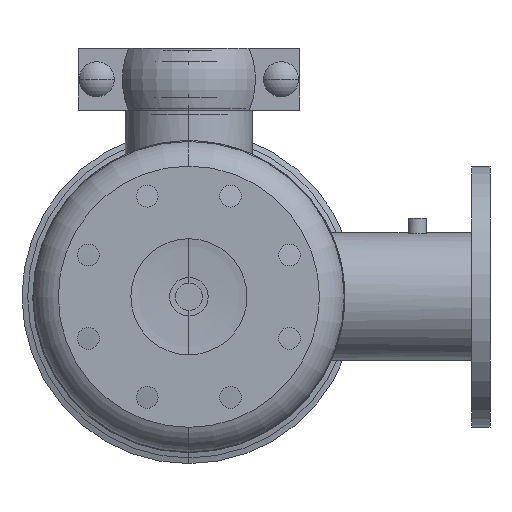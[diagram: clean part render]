
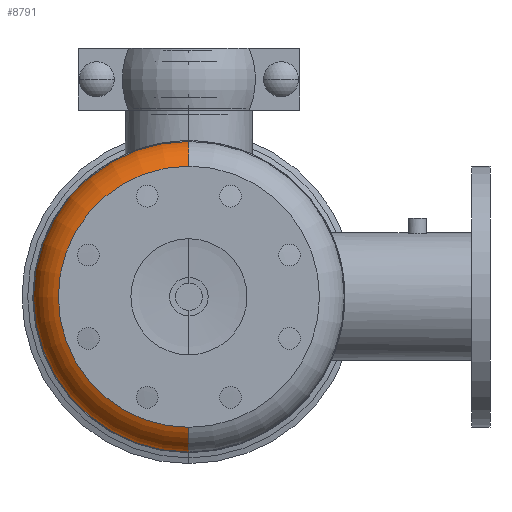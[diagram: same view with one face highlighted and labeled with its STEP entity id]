
A CAD part, front view. The second image highlights one B-rep face of the part: STEP entity #8791.
In plain terms, the highlighted toroidal (fillet/blend) face has major radius 100.851 mm and minor radius 36.188 mm.
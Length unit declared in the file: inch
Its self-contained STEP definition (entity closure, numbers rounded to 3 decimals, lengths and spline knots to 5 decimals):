
#954 = DIRECTION ( 'NONE',  ( 0., -1., 0. ) ) ;
#1143 = VERTEX_POINT ( 'NONE', #4047 ) ;
#1382 = EDGE_LOOP ( 'NONE', ( #3307, #4567, #2379, #5135 ) ) ;
#2048 = CARTESIAN_POINT ( 'NONE',  ( 0., 8.08262, 4.26981 ) ) ;
#2260 = DIRECTION ( 'NONE',  ( 0., -1., 0. ) ) ;
#2379 = ORIENTED_EDGE ( 'NONE', *, *, #4455, .T. ) ;
#2531 = CARTESIAN_POINT ( 'NONE',  ( 0., 8.08262, 0. ) ) ;
#2564 = VERTEX_POINT ( 'NONE', #5206 ) ;
#2577 = DIRECTION ( 'NONE',  ( 0., 0., 1. ) ) ;
#2935 = AXIS2_PLACEMENT_3D ( 'NONE', #2531, #3315, #4895 ) ;
#3307 = ORIENTED_EDGE ( 'NONE', *, *, #4717, .F. ) ;
#3315 = DIRECTION ( 'NONE',  ( 0., -1., 0. ) ) ;
#3702 = EDGE_CURVE ( 'NONE', #5736, #2564, #4453, .T. ) ;
#4047 = CARTESIAN_POINT ( 'NONE',  ( 0., 9.12898, 5.35247 ) ) ;
#4140 = CARTESIAN_POINT ( 'NONE',  ( 0., 9.12898, -5.35247 ) ) ;
#4453 = CIRCLE ( 'NONE', #2935, 4.26981 ) ;
#4455 = EDGE_CURVE ( 'NONE', #6947, #2564, #8176, .T. ) ;
#4567 = ORIENTED_EDGE ( 'NONE', *, *, #9375, .T. ) ;
#4717 = EDGE_CURVE ( 'NONE', #1143, #5736, #7550, .T. ) ;
#4786 = CARTESIAN_POINT ( 'NONE',  ( 0., 9.12898, 0. ) ) ;
#4856 = AXIS2_PLACEMENT_3D ( 'NONE', #7739, #7181, #7148 ) ;
#4878 = CARTESIAN_POINT ( 'NONE',  ( 0., 9.47558, -3.97052 ) ) ;
#4895 = DIRECTION ( 'NONE',  ( 0., 0., -1. ) ) ;
#5135 = ORIENTED_EDGE ( 'NONE', *, *, #3702, .F. ) ;
#5206 = CARTESIAN_POINT ( 'NONE',  ( 0., 8.08262, -4.26981 ) ) ;
#5399 = TOROIDAL_SURFACE ( 'NONE', #9721, 3.97052, 1.42475 ) ;
#5508 = CIRCLE ( 'NONE', #9670, 5.35247 ) ;
#5736 = VERTEX_POINT ( 'NONE', #2048 ) ;
#6522 = DIRECTION ( 'NONE',  ( -1., 0., 0. ) ) ;
#6947 = VERTEX_POINT ( 'NONE', #4140 ) ;
#6972 = CARTESIAN_POINT ( 'NONE',  ( 0., 9.47558, 0. ) ) ;
#6974 = AXIS2_PLACEMENT_3D ( 'NONE', #4878, #6522, #2577 ) ;
#7108 = DIRECTION ( 'NONE',  ( 0., 0., 1. ) ) ;
#7148 = DIRECTION ( 'NONE',  ( 0., 0., -1. ) ) ;
#7181 = DIRECTION ( 'NONE',  ( 1., 0., 0. ) ) ;
#7550 = CIRCLE ( 'NONE', #4856, 1.42475 ) ;
#7739 = CARTESIAN_POINT ( 'NONE',  ( 0., 9.47558, 3.97052 ) ) ;
#7764 = FACE_OUTER_BOUND ( 'NONE', #1382, .T. ) ;
#8176 = CIRCLE ( 'NONE', #6974, 1.42475 ) ;
#8791 = ADVANCED_FACE ( 'NONE', ( #7764 ), #5399, .T. ) ;
#9375 = EDGE_CURVE ( 'NONE', #1143, #6947, #5508, .T. ) ;
#9670 = AXIS2_PLACEMENT_3D ( 'NONE', #4786, #954, #7108 ) ;
#9721 = AXIS2_PLACEMENT_3D ( 'NONE', #6972, #2260, #10145 ) ;
#10145 = DIRECTION ( 'NONE',  ( 0., 0., -1. ) ) ;
